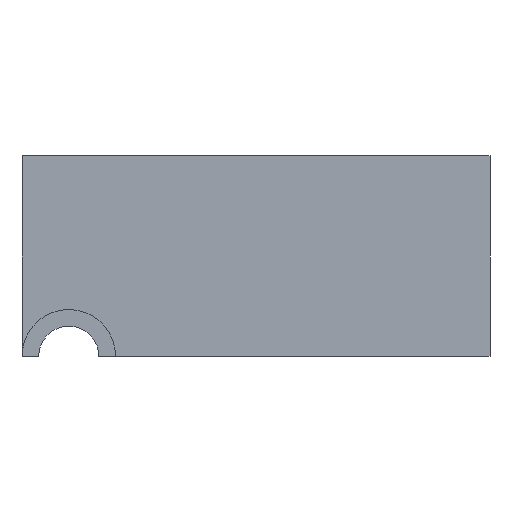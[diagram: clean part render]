
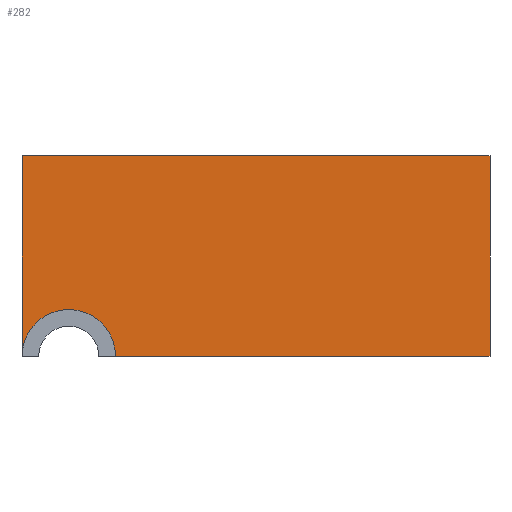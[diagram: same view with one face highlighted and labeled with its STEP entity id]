
A CAD part, left-side view. The second image highlights one B-rep face of the part: STEP entity #282.
In plain terms, the highlighted planar face has unit normal (-1, 0, 0).
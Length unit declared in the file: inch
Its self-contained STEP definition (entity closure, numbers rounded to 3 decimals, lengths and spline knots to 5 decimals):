
#32=CIRCLE('',#317,0.225);
#51=FACE_OUTER_BOUND('',#67,.T.);
#67=EDGE_LOOP('',(#226,#227,#228,#229,#230,#231));
#90=LINE('',#458,#116);
#91=LINE('',#461,#117);
#94=LINE('',#467,#120);
#95=LINE('',#469,#121);
#96=LINE('',#470,#122);
#116=VECTOR('',#376,0.3937);
#117=VECTOR('',#379,0.3937);
#120=VECTOR('',#384,0.3937);
#121=VECTOR('',#385,0.3937);
#122=VECTOR('',#386,0.3937);
#140=VERTEX_POINT('',#448);
#141=VERTEX_POINT('',#450);
#143=VERTEX_POINT('',#456);
#144=VERTEX_POINT('',#460);
#146=VERTEX_POINT('',#466);
#147=VERTEX_POINT('',#468);
#168=EDGE_CURVE('',#141,#140,#32,.T.);
#172=EDGE_CURVE('',#143,#140,#90,.T.);
#173=EDGE_CURVE('',#141,#144,#91,.T.);
#176=EDGE_CURVE('',#146,#143,#94,.T.);
#177=EDGE_CURVE('',#147,#146,#95,.T.);
#178=EDGE_CURVE('',#144,#147,#96,.T.);
#226=ORIENTED_EDGE('',*,*,#168,.T.);
#227=ORIENTED_EDGE('',*,*,#172,.F.);
#228=ORIENTED_EDGE('',*,*,#176,.F.);
#229=ORIENTED_EDGE('',*,*,#177,.F.);
#230=ORIENTED_EDGE('',*,*,#178,.F.);
#231=ORIENTED_EDGE('',*,*,#173,.F.);
#268=PLANE('',#320);
#282=ADVANCED_FACE('',(#51),#268,.F.);
#317=AXIS2_PLACEMENT_3D('',#451,#369,#370);
#320=AXIS2_PLACEMENT_3D('',#465,#382,#383);
#369=DIRECTION('center_axis',(1.,0.,0.));
#370=DIRECTION('ref_axis',(0.,-1.,0.));
#376=DIRECTION('',(0.,1.,0.));
#379=DIRECTION('',(0.,1.,0.));
#382=DIRECTION('center_axis',(1.,0.,0.));
#383=DIRECTION('ref_axis',(0.,1.,0.));
#384=DIRECTION('',(0.,0.,-1.));
#385=DIRECTION('',(0.,-1.,0.));
#386=DIRECTION('',(0.,0.,1.));
#448=CARTESIAN_POINT('',(0.,2.925,0.));
#450=CARTESIAN_POINT('',(0.,3.375,0.));
#451=CARTESIAN_POINT('Origin',(0.,3.15,0.));
#456=CARTESIAN_POINT('',(0.,0.,0.));
#458=CARTESIAN_POINT('',(0.,0.,0.));
#460=CARTESIAN_POINT('',(0.,3.5,0.));
#461=CARTESIAN_POINT('',(0.,0.,0.));
#465=CARTESIAN_POINT('Origin',(0.,1.75,0.75));
#466=CARTESIAN_POINT('',(0.,0.,1.5));
#467=CARTESIAN_POINT('',(0.,0.,1.5));
#468=CARTESIAN_POINT('',(0.,3.5,1.5));
#469=CARTESIAN_POINT('',(0.,3.5,1.5));
#470=CARTESIAN_POINT('',(0.,3.5,0.));
